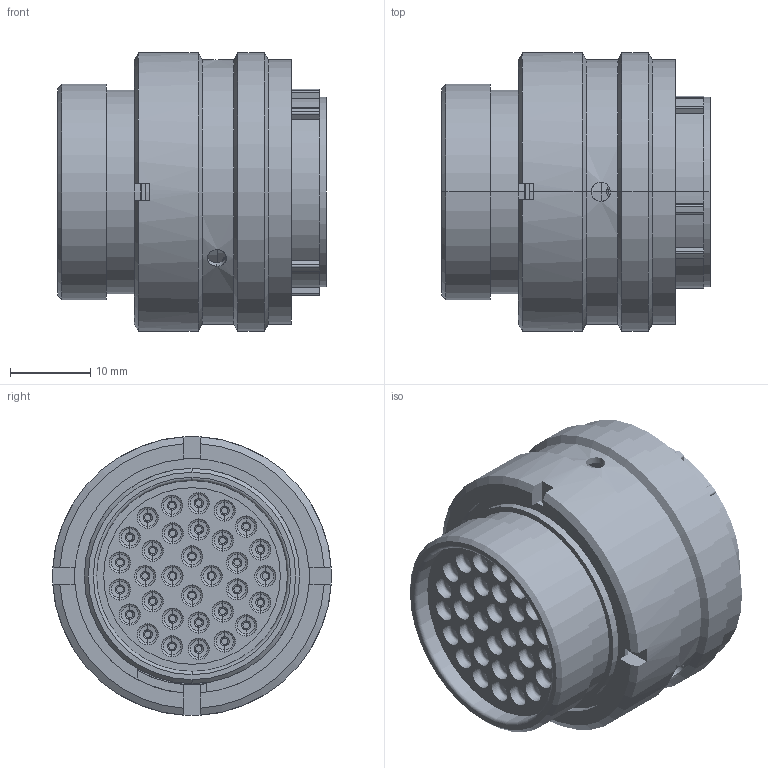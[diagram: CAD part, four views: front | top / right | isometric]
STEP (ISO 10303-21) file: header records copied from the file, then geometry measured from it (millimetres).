
FILE_DESCRIPTION (( 'STEP AP214' ), '1' );
FILE_NAME ('AS618-32PC.STEP', '2019-02-14T13:56:45', ( '' ), ( '' ), 'SwSTEP 2.0', 'SolidWorks 2016', '' );
FILE_SCHEMA (( 'AUTOMOTIVE_DESIGN' ));
Length unit declared in the file: millimetre
Products named in the file (1): AS618-32PC
Bounding box: 33.37 x 34.7 x 34.7 mm (x, y, z)
Volume: 14274 mm3; surface area: 18273.7 mm2
Topology: 41 solids, 41 shells, 2384 faces, 5581 edges, 3416 vertices
Faces by surface type: cylinder 741, plane 695, torus 646, cone 287, bspline 9, sphere 6
Entity records: 101879 total; most frequent: CARTESIAN_POINT 21379, DIRECTION 11628, ORIENTED_EDGE 11142, EDGE_CURVE 5571, AXIS2_PLACEMENT_3D 5128, VERTEX_POINT 3410, CIRCLE 2754, EDGE_LOOP 2727
